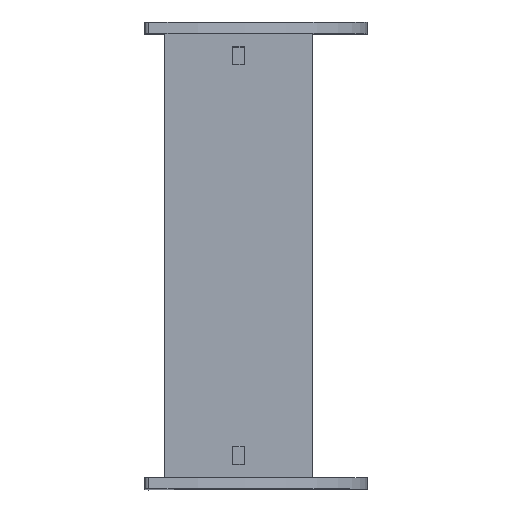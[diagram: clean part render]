
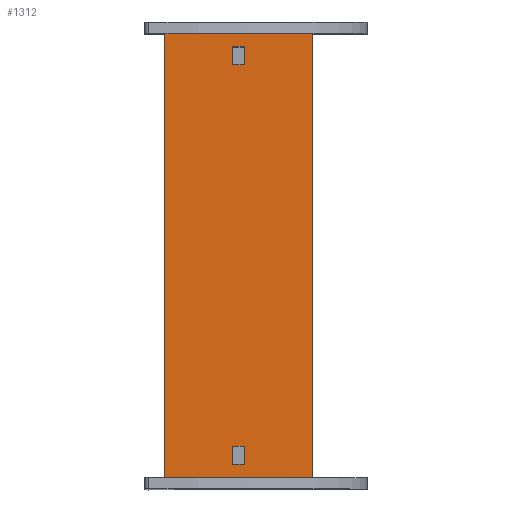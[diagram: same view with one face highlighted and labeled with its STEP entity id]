
A CAD part, top view. The second image highlights one B-rep face of the part: STEP entity #1312.
In plain terms, the highlighted planar face has unit normal (0, 0, 1).
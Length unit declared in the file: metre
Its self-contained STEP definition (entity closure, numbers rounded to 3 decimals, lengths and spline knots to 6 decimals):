
#80=CIRCLE('',#1425,0.001);
#81=CIRCLE('',#1426,0.001);
#82=CIRCLE('',#1427,0.001);
#83=CIRCLE('',#1428,0.001);
#262=ORIENTED_EDGE('',*,*,#556,.F.);
#263=ORIENTED_EDGE('',*,*,#559,.T.);
#264=ORIENTED_EDGE('',*,*,#515,.T.);
#265=ORIENTED_EDGE('',*,*,#560,.T.);
#266=ORIENTED_EDGE('',*,*,#519,.T.);
#267=ORIENTED_EDGE('',*,*,#525,.T.);
#268=ORIENTED_EDGE('',*,*,#528,.T.);
#269=ORIENTED_EDGE('',*,*,#531,.F.);
#270=ORIENTED_EDGE('',*,*,#534,.T.);
#271=ORIENTED_EDGE('',*,*,#561,.T.);
#272=ORIENTED_EDGE('',*,*,#537,.F.);
#273=ORIENTED_EDGE('',*,*,#562,.T.);
#274=ORIENTED_EDGE('',*,*,#539,.F.);
#275=ORIENTED_EDGE('',*,*,#545,.F.);
#276=ORIENTED_EDGE('',*,*,#548,.F.);
#277=ORIENTED_EDGE('',*,*,#551,.T.);
#278=ORIENTED_EDGE('',*,*,#507,.F.);
#279=ORIENTED_EDGE('',*,*,#511,.T.);
#280=ORIENTED_EDGE('',*,*,#514,.T.);
#281=ORIENTED_EDGE('',*,*,#553,.F.);
#282=ORIENTED_EDGE('',*,*,#497,.F.);
#283=ORIENTED_EDGE('',*,*,#501,.T.);
#284=ORIENTED_EDGE('',*,*,#504,.T.);
#285=ORIENTED_EDGE('',*,*,#558,.F.);
#497=EDGE_CURVE('',#661,#662,#788,.T.);
#501=EDGE_CURVE('',#661,#664,#792,.T.);
#504=EDGE_CURVE('',#664,#666,#795,.T.);
#507=EDGE_CURVE('',#669,#670,#798,.T.);
#511=EDGE_CURVE('',#669,#672,#802,.T.);
#514=EDGE_CURVE('',#672,#674,#805,.T.);
#515=EDGE_CURVE('',#675,#676,#806,.T.);
#519=EDGE_CURVE('',#679,#680,#810,.T.);
#525=EDGE_CURVE('',#680,#684,#816,.T.);
#528=EDGE_CURVE('',#684,#686,#819,.T.);
#531=EDGE_CURVE('',#688,#686,#822,.T.);
#534=EDGE_CURVE('',#688,#690,#825,.T.);
#537=EDGE_CURVE('',#693,#694,#828,.T.);
#539=EDGE_CURVE('',#695,#696,#830,.T.);
#545=EDGE_CURVE('',#700,#695,#836,.T.);
#548=EDGE_CURVE('',#702,#700,#839,.T.);
#551=EDGE_CURVE('',#702,#704,#842,.T.);
#553=EDGE_CURVE('',#670,#674,#844,.T.);
#556=EDGE_CURVE('',#706,#704,#847,.T.);
#558=EDGE_CURVE('',#662,#666,#849,.T.);
#559=EDGE_CURVE('',#706,#675,#80,.T.);
#560=EDGE_CURVE('',#676,#679,#81,.T.);
#561=EDGE_CURVE('',#690,#694,#82,.T.);
#562=EDGE_CURVE('',#693,#696,#83,.T.);
#661=VERTEX_POINT('',#1910);
#662=VERTEX_POINT('',#1912);
#664=VERTEX_POINT('',#1918);
#666=VERTEX_POINT('',#1924);
#669=VERTEX_POINT('',#1931);
#670=VERTEX_POINT('',#1933);
#672=VERTEX_POINT('',#1939);
#674=VERTEX_POINT('',#1945);
#675=VERTEX_POINT('',#1949);
#676=VERTEX_POINT('',#1950);
#679=VERTEX_POINT('',#1958);
#680=VERTEX_POINT('',#1959);
#684=VERTEX_POINT('',#1969);
#686=VERTEX_POINT('',#1975);
#688=VERTEX_POINT('',#1981);
#690=VERTEX_POINT('',#1987);
#693=VERTEX_POINT('',#1994);
#694=VERTEX_POINT('',#1996);
#695=VERTEX_POINT('',#2000);
#696=VERTEX_POINT('',#2001);
#700=VERTEX_POINT('',#2011);
#702=VERTEX_POINT('',#2017);
#704=VERTEX_POINT('',#2023);
#706=VERTEX_POINT('',#2032);
#788=LINE('',#1911,#943);
#792=LINE('',#1919,#947);
#795=LINE('',#1925,#950);
#798=LINE('',#1932,#953);
#802=LINE('',#1940,#957);
#805=LINE('',#1946,#960);
#806=LINE('',#1948,#961);
#810=LINE('',#1957,#965);
#816=LINE('',#1970,#971);
#819=LINE('',#1976,#974);
#822=LINE('',#1982,#977);
#825=LINE('',#1988,#980);
#828=LINE('',#1995,#983);
#830=LINE('',#1999,#985);
#836=LINE('',#2012,#991);
#839=LINE('',#2018,#994);
#842=LINE('',#2024,#997);
#844=LINE('',#2027,#999);
#847=LINE('',#2033,#1002);
#849=LINE('',#2036,#1004);
#943=VECTOR('',#1565,1.);
#947=VECTOR('',#1571,1.);
#950=VECTOR('',#1576,1.);
#953=VECTOR('',#1581,1.);
#957=VECTOR('',#1587,1.);
#960=VECTOR('',#1592,1.);
#961=VECTOR('',#1595,1.);
#965=VECTOR('',#1601,1.);
#971=VECTOR('',#1609,1.);
#974=VECTOR('',#1614,1.);
#977=VECTOR('',#1619,1.);
#980=VECTOR('',#1624,1.);
#983=VECTOR('',#1629,1.);
#985=VECTOR('',#1633,1.);
#991=VECTOR('',#1641,1.);
#994=VECTOR('',#1646,1.);
#997=VECTOR('',#1651,1.);
#999=VECTOR('',#1655,1.);
#1002=VECTOR('',#1660,1.);
#1004=VECTOR('',#1664,1.);
#1096=EDGE_LOOP('',(#262,#263,#264,#265,#266,#267,#268,#269,#270,#271,#272,
#273,#274,#275,#276,#277));
#1097=EDGE_LOOP('',(#278,#279,#280,#281));
#1098=EDGE_LOOP('',(#282,#283,#284,#285));
#1177=FACE_BOUND('',#1096,.T.);
#1178=FACE_BOUND('',#1097,.T.);
#1179=FACE_BOUND('',#1098,.T.);
#1254=PLANE('',#1424);
#1312=ADVANCED_FACE('',(#1177,#1178,#1179),#1254,.T.);
#1424=AXIS2_PLACEMENT_3D('',#2037,#1665,#1666);
#1425=AXIS2_PLACEMENT_3D('',#2038,#1667,#1668);
#1426=AXIS2_PLACEMENT_3D('',#2039,#1669,#1670);
#1427=AXIS2_PLACEMENT_3D('',#2040,#1671,#1672);
#1428=AXIS2_PLACEMENT_3D('',#2041,#1673,#1674);
#1565=DIRECTION('',(0.,1.,0.));
#1571=DIRECTION('',(-1.,0.,0.));
#1576=DIRECTION('',(0.,1.,0.));
#1581=DIRECTION('',(0.,1.,0.));
#1587=DIRECTION('',(-1.,0.,0.));
#1592=DIRECTION('',(0.,1.,0.));
#1595=DIRECTION('',(0.,1.,0.));
#1601=DIRECTION('',(-1.,0.,0.));
#1609=DIRECTION('',(0.,1.,0.));
#1614=DIRECTION('',(-1.,0.,0.));
#1619=DIRECTION('',(0.,1.,0.));
#1624=DIRECTION('',(-1.,0.,0.));
#1629=DIRECTION('',(0.,1.,0.));
#1633=DIRECTION('',(-1.,0.,0.));
#1641=DIRECTION('',(0.,1.,0.));
#1646=DIRECTION('',(-1.,0.,0.));
#1651=DIRECTION('',(0.,1.,0.));
#1655=DIRECTION('',(-1.,0.,0.));
#1660=DIRECTION('',(-1.,0.,0.));
#1664=DIRECTION('',(-1.,0.,0.));
#1665=DIRECTION('',(0.,0.,1.));
#1666=DIRECTION('',(1.,0.,0.));
#1667=DIRECTION('',(0.,0.,1.));
#1668=DIRECTION('',(1.,0.,0.));
#1669=DIRECTION('',(0.,0.,1.));
#1670=DIRECTION('',(1.,0.,0.));
#1671=DIRECTION('',(0.,0.,1.));
#1672=DIRECTION('',(1.,0.,0.));
#1673=DIRECTION('',(0.,0.,1.));
#1674=DIRECTION('',(1.,0.,0.));
#1910=CARTESIAN_POINT('',(-0.185101,-0.015554,0.0153));
#1911=CARTESIAN_POINT('',(-0.185101,-0.007904,0.0153));
#1912=CARTESIAN_POINT('',(-0.185101,-0.000254,0.0153));
#1918=CARTESIAN_POINT('',(-0.210101,-0.015554,0.0153));
#1919=CARTESIAN_POINT('',(-0.197601,-0.015554,0.0153));
#1924=CARTESIAN_POINT('',(-0.210101,-0.000254,0.0153));
#1925=CARTESIAN_POINT('',(-0.210101,-0.007904,0.0153));
#1931=CARTESIAN_POINT('',(0.354899,-0.015554,0.0153));
#1932=CARTESIAN_POINT('',(0.354899,-0.007904,0.0153));
#1933=CARTESIAN_POINT('',(0.354899,-0.000254,0.0153));
#1939=CARTESIAN_POINT('',(0.329899,-0.015554,0.0153));
#1940=CARTESIAN_POINT('',(0.342399,-0.015554,0.0153));
#1945=CARTESIAN_POINT('',(0.329899,-0.000254,0.0153));
#1946=CARTESIAN_POINT('',(0.329899,-0.007904,0.0153));
#1948=CARTESIAN_POINT('',(0.387699,-0.007904,0.0153));
#1949=CARTESIAN_POINT('',(0.387699,-0.046904,0.0153));
#1950=CARTESIAN_POINT('',(0.387699,0.031096,0.0153));
#1957=CARTESIAN_POINT('',(0.380049,0.032096,0.0153));
#1958=CARTESIAN_POINT('',(0.386699,0.032096,0.0153));
#1959=CARTESIAN_POINT('',(0.372399,0.032096,0.0153));
#1969=CARTESIAN_POINT('',(0.372399,0.092096,0.0153));
#1970=CARTESIAN_POINT('',(0.372399,0.062096,0.0153));
#1975=CARTESIAN_POINT('',(-0.227601,0.092096,0.0153));
#1976=CARTESIAN_POINT('',(0.072399,0.092096,0.0153));
#1981=CARTESIAN_POINT('',(-0.227601,0.032096,0.0153));
#1982=CARTESIAN_POINT('',(-0.227601,0.062096,0.0153));
#1987=CARTESIAN_POINT('',(-0.241901,0.032096,0.0153));
#1988=CARTESIAN_POINT('',(-0.235251,0.032096,0.0153));
#1994=CARTESIAN_POINT('',(-0.242901,-0.046904,0.0153));
#1995=CARTESIAN_POINT('',(-0.242901,-0.007904,0.0153));
#1996=CARTESIAN_POINT('',(-0.242901,0.031096,0.0153));
#1999=CARTESIAN_POINT('',(-0.235251,-0.047904,0.0153));
#2000=CARTESIAN_POINT('',(-0.227601,-0.047904,0.0153));
#2001=CARTESIAN_POINT('',(-0.241901,-0.047904,0.0153));
#2011=CARTESIAN_POINT('',(-0.227601,-0.107904,0.0153));
#2012=CARTESIAN_POINT('',(-0.227601,-0.077904,0.0153));
#2017=CARTESIAN_POINT('',(0.372399,-0.107904,0.0153));
#2018=CARTESIAN_POINT('',(0.072399,-0.107904,0.0153));
#2023=CARTESIAN_POINT('',(0.372399,-0.047904,0.0153));
#2024=CARTESIAN_POINT('',(0.372399,-0.077904,0.0153));
#2027=CARTESIAN_POINT('',(0.342399,-0.000254,0.0153));
#2032=CARTESIAN_POINT('',(0.386699,-0.047904,0.0153));
#2033=CARTESIAN_POINT('',(0.380049,-0.047904,0.0153));
#2036=CARTESIAN_POINT('',(-0.197601,-0.000254,0.0153));
#2037=CARTESIAN_POINT('',(0.072399,-0.007904,0.0153));
#2038=CARTESIAN_POINT('',(0.386699,-0.046904,0.0153));
#2039=CARTESIAN_POINT('',(0.386699,0.031096,0.0153));
#2040=CARTESIAN_POINT('',(-0.241901,0.031096,0.0153));
#2041=CARTESIAN_POINT('',(-0.241901,-0.046904,0.0153));
